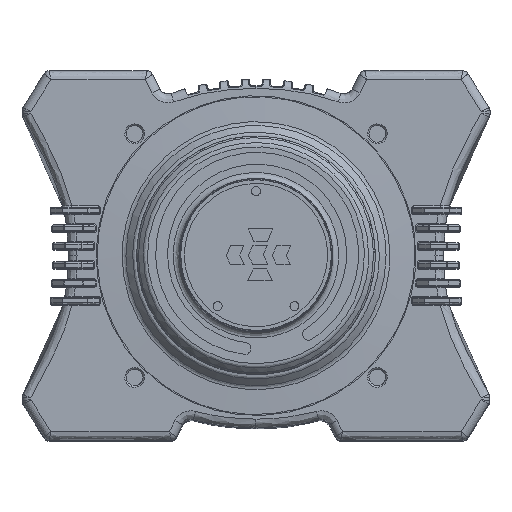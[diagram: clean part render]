
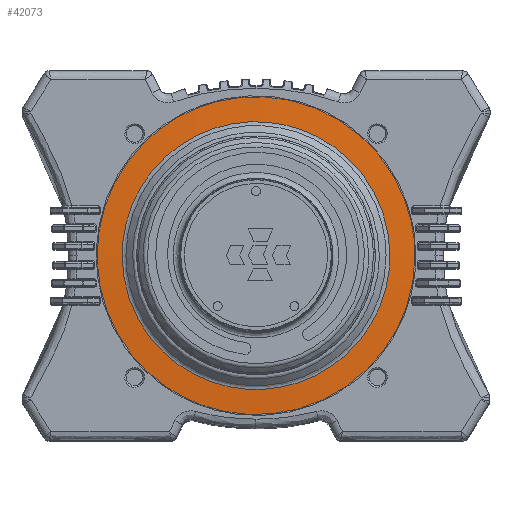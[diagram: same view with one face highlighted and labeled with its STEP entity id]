
A CAD part, top view. The second image highlights one B-rep face of the part: STEP entity #42073.
In plain terms, the highlighted free-form (B-spline) face has degree [2, 1] with [9, 2] control points.
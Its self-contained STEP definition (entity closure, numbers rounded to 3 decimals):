
#42018 = VERTEX_POINT('',#42019);
#42019 = CARTESIAN_POINT('',(-113.121,56.826,
    159.523));
#42028 = EDGE_CURVE('',#42029,#42018,#42031,.T.);
#42029 = VERTEX_POINT('',#42030);
#42030 = CARTESIAN_POINT('',(-30.777,56.826,
    159.523));
#42031 = ( BOUNDED_CURVE() B_SPLINE_CURVE(2,(#42032,#42033,#42034,#42035
,#42036),.UNSPECIFIED.,.F.,.F.) B_SPLINE_CURVE_WITH_KNOTS((3,2,3),(0.,
1.571,3.142),.PIECEWISE_BEZIER_KNOTS.) CURVE() 
GEOMETRIC_REPRESENTATION_ITEM() RATIONAL_B_SPLINE_CURVE((1.,
0.707,1.,0.707,1.)) REPRESENTATION_ITEM('') );
#42032 = CARTESIAN_POINT('',(-30.777,56.826,
    159.523));
#42033 = CARTESIAN_POINT('',(-30.777,97.998,
    159.523));
#42034 = CARTESIAN_POINT('',(-71.949,97.998,
    159.523));
#42035 = CARTESIAN_POINT('',(-113.121,97.998,
    159.523));
#42036 = CARTESIAN_POINT('',(-113.121,56.826,
    159.523));
#42038 = EDGE_CURVE('',#42018,#42029,#42039,.T.);
#42039 = ( BOUNDED_CURVE() B_SPLINE_CURVE(2,(#42040,#42041,#42042,#42043
,#42044),.UNSPECIFIED.,.F.,.F.) B_SPLINE_CURVE_WITH_KNOTS((3,2,3),(
    3.142,4.712,6.283),
.PIECEWISE_BEZIER_KNOTS.) CURVE() GEOMETRIC_REPRESENTATION_ITEM() 
RATIONAL_B_SPLINE_CURVE((1.,0.707,1.,0.707,1.)) 
REPRESENTATION_ITEM('') );
#42040 = CARTESIAN_POINT('',(-113.121,56.826,
    159.523));
#42041 = CARTESIAN_POINT('',(-113.121,15.654,
    159.523));
#42042 = CARTESIAN_POINT('',(-71.949,15.654,
    159.523));
#42043 = CARTESIAN_POINT('',(-30.777,15.654,
    159.523));
#42044 = CARTESIAN_POINT('',(-30.777,56.826,
    159.523));
#42073 = ADVANCED_FACE('',(#42074),#42096,.T.);
#42074 = FACE_BOUND('',#42075,.T.);
#42075 = EDGE_LOOP('',(#42076,#42077,#42078,#42085,#42095));
#42076 = ORIENTED_EDGE('',*,*,#42038,.F.);
#42077 = ORIENTED_EDGE('',*,*,#42028,.F.);
#42078 = ORIENTED_EDGE('',*,*,#42079,.T.);
#42079 = EDGE_CURVE('',#42029,#42080,#42082,.T.);
#42080 = VERTEX_POINT('',#42081);
#42081 = CARTESIAN_POINT('',(-23.069,56.826,
    159.031));
#42082 = B_SPLINE_CURVE_WITH_KNOTS('',1,(#42083,#42084),.UNSPECIFIED.,
  .F.,.F.,(2,2),(-3.916,4.512),
  .PIECEWISE_BEZIER_KNOTS.);
#42083 = CARTESIAN_POINT('',(-30.777,56.826,
    159.523));
#42084 = CARTESIAN_POINT('',(-23.069,56.826,
    159.031));
#42085 = ORIENTED_EDGE('',*,*,#42086,.F.);
#42086 = EDGE_CURVE('',#42080,#42080,#42087,.T.);
#42087 = ( BOUNDED_CURVE() B_SPLINE_CURVE(2,(#42088,#42089,#42090,#42091
    ,#42092,#42093,#42094),.UNSPECIFIED.,.T.,.F.) 
B_SPLINE_CURVE_WITH_KNOTS((1,2,2,2,2,1),(-2.094,0.,
    2.094,4.189,6.283,8.378),
.UNSPECIFIED.) CURVE() GEOMETRIC_REPRESENTATION_ITEM() 
RATIONAL_B_SPLINE_CURVE((1.,0.5,1.,0.5,1.,0.5,1.)) REPRESENTATION_ITEM(
  '') );
#42088 = CARTESIAN_POINT('',(-23.069,56.826,
    159.031));
#42089 = CARTESIAN_POINT('',(-23.069,-27.837,
    159.031));
#42090 = CARTESIAN_POINT('',(-96.39,14.494,
    159.031));
#42091 = CARTESIAN_POINT('',(-169.71,56.826,
    159.031));
#42092 = CARTESIAN_POINT('',(-96.39,99.158,
    159.031));
#42093 = CARTESIAN_POINT('',(-23.069,141.49,
    159.031));
#42094 = CARTESIAN_POINT('',(-23.069,56.826,
    159.031));
#42095 = ORIENTED_EDGE('',*,*,#42079,.F.);
#42096 = ( BOUNDED_SURFACE() B_SPLINE_SURFACE(2,1,(
    (#42097,#42098)
    ,(#42099,#42100)
    ,(#42101,#42102)
    ,(#42103,#42104)
    ,(#42105,#42106)
    ,(#42107,#42108)
    ,(#42109,#42110)
    ,(#42111,#42112)
    ,(#42113,#42114
)),.UNSPECIFIED.,.T.,.F.,.F.) B_SPLINE_SURFACE_WITH_KNOTS((3,2,2,2,3),(2
    ,2),(-3.142,-2.094,0.,2.094,3.142)
  ,(-3.916,4.512),.UNSPECIFIED.) 
GEOMETRIC_REPRESENTATION_ITEM() RATIONAL_B_SPLINE_SURFACE((
    (0.75,0.75)
    ,(0.75,0.75)
    ,(1.,1.)
    ,(0.5,0.5)
    ,(1.,1.)
    ,(0.5,0.5)
    ,(1.,1.)
    ,(0.75,0.75)
,(0.75,0.75))) REPRESENTATION_ITEM('') SURFACE() );
#42097 = CARTESIAN_POINT('',(-30.777,56.826,
    159.523));
#42098 = CARTESIAN_POINT('',(-23.069,56.826,
    159.031));
#42099 = CARTESIAN_POINT('',(-30.777,33.056,
    159.523));
#42100 = CARTESIAN_POINT('',(-23.069,28.605,
    159.031));
#42101 = CARTESIAN_POINT('',(-51.363,21.17,
    159.523));
#42102 = CARTESIAN_POINT('',(-47.509,14.494,
    159.031));
#42103 = CARTESIAN_POINT('',(-113.121,-14.485,
    159.523));
#42104 = CARTESIAN_POINT('',(-120.83,-27.837,
    159.031));
#42105 = CARTESIAN_POINT('',(-113.121,56.826,
    159.523));
#42106 = CARTESIAN_POINT('',(-120.83,56.826,
    159.031));
#42107 = CARTESIAN_POINT('',(-113.121,128.138,
    159.523));
#42108 = CARTESIAN_POINT('',(-120.83,141.49,
    159.031));
#42109 = CARTESIAN_POINT('',(-51.363,92.482,
    159.523));
#42110 = CARTESIAN_POINT('',(-47.509,99.158,
    159.031));
#42111 = CARTESIAN_POINT('',(-30.777,80.597,
    159.523));
#42112 = CARTESIAN_POINT('',(-23.069,85.047,
    159.031));
#42113 = CARTESIAN_POINT('',(-30.777,56.826,
    159.523));
#42114 = CARTESIAN_POINT('',(-23.069,56.826,
    159.031));
